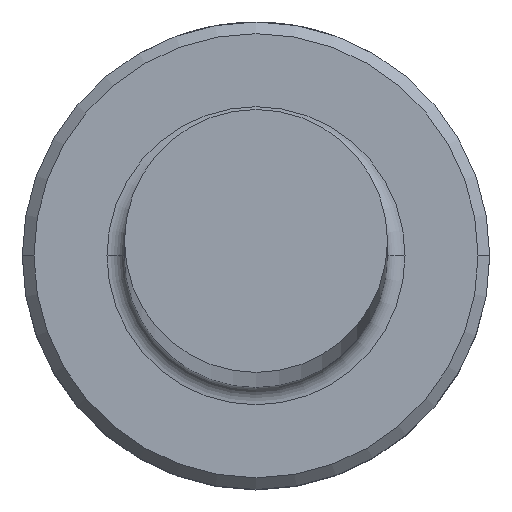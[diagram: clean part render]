
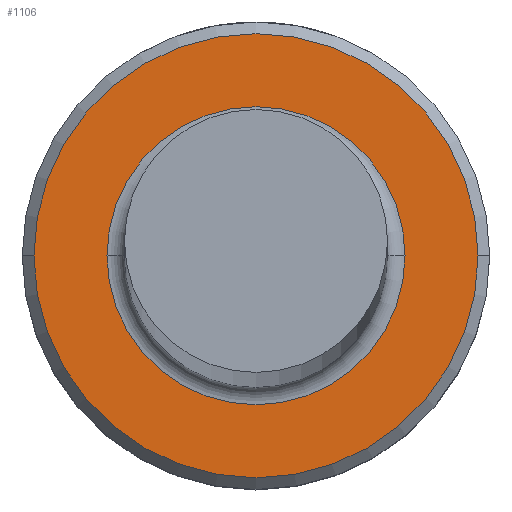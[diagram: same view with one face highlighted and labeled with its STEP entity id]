
A CAD part, top view. The second image highlights one B-rep face of the part: STEP entity #1106.
In plain terms, the highlighted planar face has unit normal (0, 0, 1).
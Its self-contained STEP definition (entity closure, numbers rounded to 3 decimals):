
#21 = CARTESIAN_POINT ( 'NONE',  ( 0., 0., 5. ) ) ;
#31 = ORIENTED_EDGE ( 'NONE', *, *, #869, .T. ) ;
#50 = CIRCLE ( 'NONE', #613, 2.55 ) ;
#71 = CARTESIAN_POINT ( 'NONE',  ( 0., 0., 5. ) ) ;
#72 = EDGE_CURVE ( 'NONE', #802, #685, #377, .T. ) ;
#73 = DIRECTION ( 'NONE',  ( 0., 0., 1. ) ) ;
#75 = CARTESIAN_POINT ( 'NONE',  ( 0., 0., 5. ) ) ;
#123 = DIRECTION ( 'NONE',  ( 0., 0., 1. ) ) ;
#156 = ORIENTED_EDGE ( 'NONE', *, *, #805, .T. ) ;
#164 = DIRECTION ( 'NONE',  ( 1., 0., 0. ) ) ;
#170 = ORIENTED_EDGE ( 'NONE', *, *, #1151, .T. ) ;
#225 = DIRECTION ( 'NONE',  ( 0., 0., -1. ) ) ;
#229 = CARTESIAN_POINT ( 'NONE',  ( -3.8, 0., 5. ) ) ;
#255 = FACE_BOUND ( 'NONE', #885, .T. ) ;
#270 = AXIS2_PLACEMENT_3D ( 'NONE', #763, #225, #852 ) ;
#334 = AXIS2_PLACEMENT_3D ( 'NONE', #21, #123, #745 ) ;
#336 = CARTESIAN_POINT ( 'NONE',  ( 0., 0., 5. ) ) ;
#349 = CARTESIAN_POINT ( 'NONE',  ( 2.55, 0., 5. ) ) ;
#377 = CIRCLE ( 'NONE', #860, 3.8 ) ;
#427 = DIRECTION ( 'NONE',  ( -1., 0., 0. ) ) ;
#540 = CARTESIAN_POINT ( 'NONE',  ( -2.55, 0., 5. ) ) ;
#574 = EDGE_LOOP ( 'NONE', ( #31, #1074 ) ) ;
#596 = CARTESIAN_POINT ( 'NONE',  ( 3.8, 0., 5. ) ) ;
#613 = AXIS2_PLACEMENT_3D ( 'NONE', #336, #965, #427 ) ;
#645 = CIRCLE ( 'NONE', #1145, 3.8 ) ;
#653 = PLANE ( 'NONE',  #334 ) ;
#685 = VERTEX_POINT ( 'NONE', #229 ) ;
#698 = DIRECTION ( 'NONE',  ( 0., 0., 1. ) ) ;
#717 = FACE_OUTER_BOUND ( 'NONE', #574, .T. ) ;
#745 = DIRECTION ( 'NONE',  ( 1., 0., 0. ) ) ;
#763 = CARTESIAN_POINT ( 'NONE',  ( 0., 0., 5. ) ) ;
#802 = VERTEX_POINT ( 'NONE', #596 ) ;
#805 = EDGE_CURVE ( 'NONE', #904, #945, #50, .T. ) ;
#844 = DIRECTION ( 'NONE',  ( 1., 0., 0. ) ) ;
#852 = DIRECTION ( 'NONE',  ( -1., 0., 0. ) ) ;
#860 = AXIS2_PLACEMENT_3D ( 'NONE', #75, #73, #844 ) ;
#869 = EDGE_CURVE ( 'NONE', #685, #802, #645, .T. ) ;
#885 = EDGE_LOOP ( 'NONE', ( #170, #156 ) ) ;
#904 = VERTEX_POINT ( 'NONE', #349 ) ;
#909 = CIRCLE ( 'NONE', #270, 2.55 ) ;
#945 = VERTEX_POINT ( 'NONE', #540 ) ;
#965 = DIRECTION ( 'NONE',  ( 0., 0., -1. ) ) ;
#1074 = ORIENTED_EDGE ( 'NONE', *, *, #72, .T. ) ;
#1106 = ADVANCED_FACE ( 'NONE', ( #717, #255 ), #653, .T. ) ;
#1145 = AXIS2_PLACEMENT_3D ( 'NONE', #71, #698, #164 ) ;
#1151 = EDGE_CURVE ( 'NONE', #945, #904, #909, .T. ) ;
